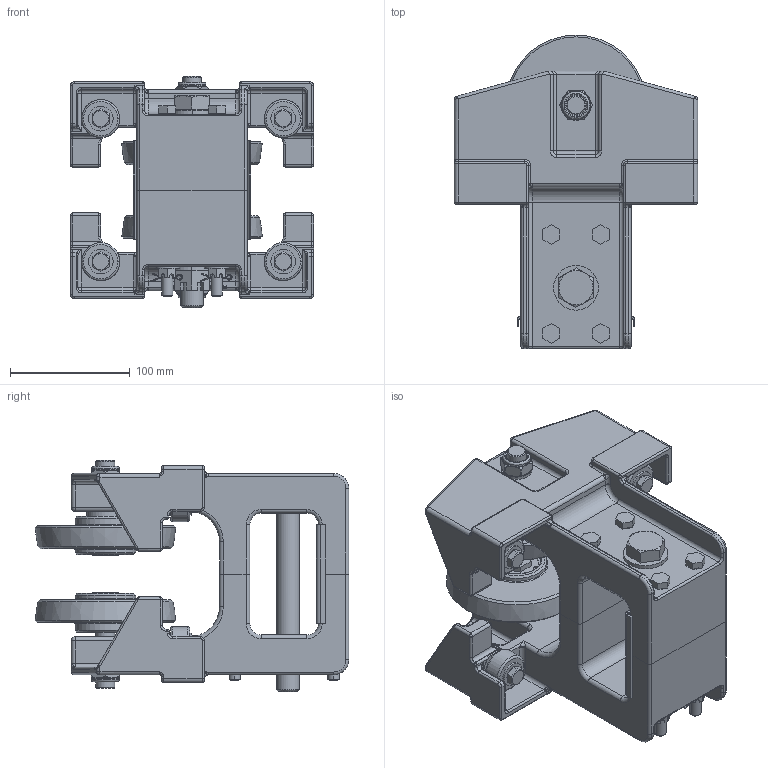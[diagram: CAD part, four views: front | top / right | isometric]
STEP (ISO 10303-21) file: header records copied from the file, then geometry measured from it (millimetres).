
FILE_DESCRIPTION((''),'2;1');
FILE_NAME('10223.stp','2011-03-31T07:46:38',('jholman'),(''),'Autodesk Inventor 2011','Autodesk Inventor 2011','');
FILE_SCHEMA(('AUTOMOTIVE_DESIGN { 1 0 10303 214 1 1 1 1 }'));
Length unit declared in the file: inch
Products named in the file (23): 10223; 3D11V0C4A; 3D11V5B4D; 3D11NHB4B; 3D11X6B4A; 3D1153B4A; 3D11L3B4B; Hex Nut - UNC (Regular Thread - Inch) 3/8 - 16; 3D11W2B4A; 3D11F3B4A; Hex Cap Screw - UNC (Regular Thread - Inch) 3/4-10 UNC - 6; 3D11G3B4A; 3D1189B4C; 3D1113B4B; Slotted Hex Nut - UNC (Regular Thread - Inch) 3/8 - 16; Pin - Cotter - Extended Prong Square Cut Type (Inch)  ANSI B18.8.1 3/32 x 3/4 Extended Prong Square Cut Type; 3D1144G4A; 3D1134G4A; 3D11D3C4B; 3D11T0C4C; 3D11Q0C4C; 3D11W6B4B; 3D11A6B4A
Assembly tree (49 placements, depth 3):
  10223
    3D11V0C4A
    3D11V5B4D  x2
    3D11NHB4B  x4
      3D11X6B4A
      3D1153B4A
      3D11L3B4B
    Hex Nut - UNC (Regular Thread - Inch) 3/8 - 16  x4
    3D11W2B4A
    3D11F3B4A
    Hex Cap Screw - UNC (Regular Thread - Inch) 3/4-10 UNC - 6
    3D11G3B4A  x2
    3D1189B4C
    3D1113B4B  x4
    3D1153B4A  x4
    Slotted Hex Nut - UNC (Regular Thread - Inch) 3/8 - 16  x4
    Pin - Cotter - Extended Prong Square Cut Type (Inch)  ANSI B18.8.1 3/32 x 3/4 Extended Prong Square Cut Type  x4
    3D1144G4A  x2
    3D1134G4A  x2
    3D11D3C4B  x2
    3D11T0C4C  x2
      3D11Q0C4C
      3D11W6B4B
      3D11A6B4A
Bounding box: 203.2 x 261.84 x 193.28 mm (x, y, z)
Volume: 2220743.5 mm3; surface area: 481088.3 mm2
Topology: 59 solids, 59 shells, 2268 faces, 5319 edges, 3036 vertices
Faces by surface type: cylinder 763, plane 593, bspline 356, torus 246, cone 166, sphere 144
Full cylindrical faces by diameter (mm): 3.969 x1, 7.798 x8, 9.525 x8, 10.319 x8, 13.386 x2, 14.288 x4, 14.351 x2, 15.875 x2, 16.272 x3, 16.612 x2, 16.954 x2, 16.98 x4, 17.374 x2, 19.05 x1, 19.447 x2, 23.114 x2, 25.4 x2, 25.718 x1, 31.75 x1, 34.036 x2, 40.005 x4, 40.056 x4, 42.443 x2, 50.8 x4
Entity records: 31530 total; most frequent: CARTESIAN_POINT 9775, DIRECTION 4557, ORIENTED_EDGE 4238, EDGE_CURVE 2119, AXIS2_PLACEMENT_3D 1886, VERTEX_POINT 1277, EDGE_LOOP 1062, CIRCLE 958
